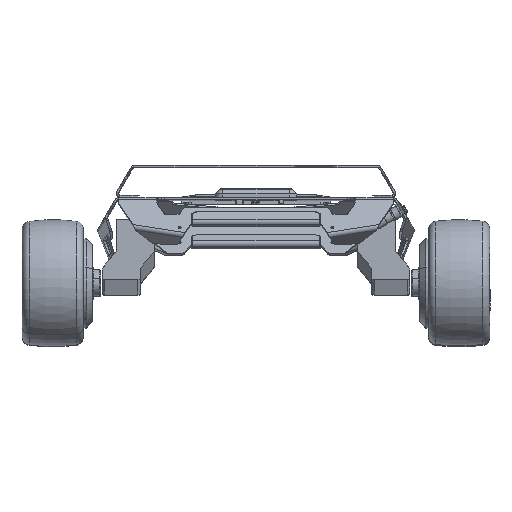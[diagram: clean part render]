
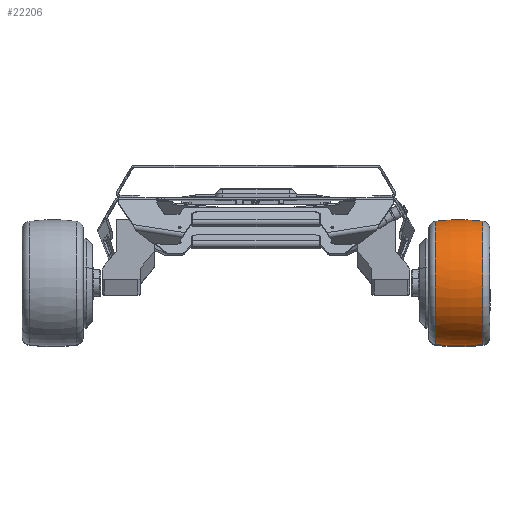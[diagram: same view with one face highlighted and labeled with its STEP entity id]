
A CAD part, top view. The second image highlights one B-rep face of the part: STEP entity #22206.
In plain terms, the highlighted toroidal (fillet/blend) face has major radius 185.167 mm and minor radius 268.167 mm.
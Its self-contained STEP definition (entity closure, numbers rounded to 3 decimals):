
#5961 = CARTESIAN_POINT ( 'NONE',  ( 188.252, -109.017, 430.245 ) ) ;
#9729 = CIRCLE ( 'NONE', #92303, 268.167 ) ;
#13585 = AXIS2_PLACEMENT_3D ( 'NONE', #68955, #39475, #29893 ) ;
#13754 = EDGE_CURVE ( 'NONE', #53543, #22056, #77602, .T. ) ;
#14574 = DIRECTION ( 'NONE',  ( 0., -0.127, -0.992 ) ) ;
#21268 = DIRECTION ( 'NONE',  ( 1., 0., 0. ) ) ;
#22056 = VERTEX_POINT ( 'NONE', #37721 ) ;
#22206 = ADVANCED_FACE ( 'NONE', ( #112259 ), #53989, .T. ) ;
#27210 = DIRECTION ( 'NONE',  ( -1., 0., 0. ) ) ;
#29893 = DIRECTION ( 'NONE',  ( 0., 0.992, -0.127 ) ) ;
#31256 = CIRCLE ( 'NONE', #65819, 268.167 ) ;
#34026 = CIRCLE ( 'NONE', #97320, 81.183 ) ;
#34178 = VERTEX_POINT ( 'NONE', #69228 ) ;
#36615 = VERTEX_POINT ( 'NONE', #87298 ) ;
#37721 = CARTESIAN_POINT ( 'NONE',  ( 188.252, -189.543, 440.552 ) ) ;
#38708 = EDGE_CURVE ( 'NONE', #36615, #34178, #34026, .T. ) ;
#39475 = DIRECTION ( 'NONE',  ( -1., 0., 0. ) ) ;
#50675 = CARTESIAN_POINT ( 'NONE',  ( 219.414, 74.651, 406.737 ) ) ;
#51095 = DIRECTION ( 'NONE',  ( 0., -0.992, 0.127 ) ) ;
#51167 = ORIENTED_EDGE ( 'NONE', *, *, #64193, .T. ) ;
#52523 = EDGE_CURVE ( 'NONE', #36615, #22056, #9729, .T. ) ;
#53543 = VERTEX_POINT ( 'NONE', #80724 ) ;
#53989 = TOROIDAL_SURFACE ( 'NONE', #13585, -185.167, 268.167 ) ;
#64193 = EDGE_CURVE ( 'NONE', #34178, #53543, #31256, .T. ) ;
#65819 = AXIS2_PLACEMENT_3D ( 'NONE', #75551, #66515, #96305 ) ;
#66515 = DIRECTION ( 'NONE',  ( 0., 0.127, 0.992 ) ) ;
#68955 = CARTESIAN_POINT ( 'NONE',  ( 219.414, -109.017, 430.245 ) ) ;
#69228 = CARTESIAN_POINT ( 'NONE',  ( 250.576, -28.491, 419.938 ) ) ;
#69327 = DIRECTION ( 'NONE',  ( 0., 0.992, -0.127 ) ) ;
#73904 = AXIS2_PLACEMENT_3D ( 'NONE', #5961, #21268, #51095 ) ;
#75551 = CARTESIAN_POINT ( 'NONE',  ( 219.414, -292.685, 453.754 ) ) ;
#77602 = CIRCLE ( 'NONE', #73904, 81.183 ) ;
#80724 = CARTESIAN_POINT ( 'NONE',  ( 188.252, -28.491, 419.938 ) ) ;
#82570 = ORIENTED_EDGE ( 'NONE', *, *, #13754, .T. ) ;
#87298 = CARTESIAN_POINT ( 'NONE',  ( 250.576, -189.543, 440.552 ) ) ;
#87713 = EDGE_LOOP ( 'NONE', ( #90288, #107183, #51167, #82570 ) ) ;
#90288 = ORIENTED_EDGE ( 'NONE', *, *, #52523, .F. ) ;
#92303 = AXIS2_PLACEMENT_3D ( 'NONE', #50675, #14574, #69327 ) ;
#96305 = DIRECTION ( 'NONE',  ( 0., -0.992, 0.127 ) ) ;
#97320 = AXIS2_PLACEMENT_3D ( 'NONE', #109561, #27210, #99387 ) ;
#99387 = DIRECTION ( 'NONE',  ( 0., 0.992, -0.127 ) ) ;
#107183 = ORIENTED_EDGE ( 'NONE', *, *, #38708, .T. ) ;
#109561 = CARTESIAN_POINT ( 'NONE',  ( 250.576, -109.017, 430.245 ) ) ;
#112259 = FACE_OUTER_BOUND ( 'NONE', #87713, .T. ) ;
